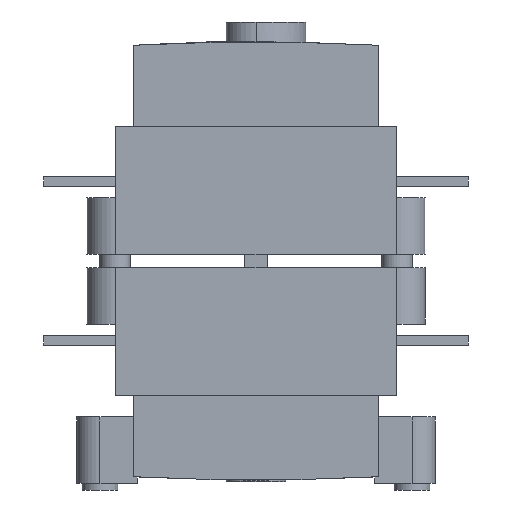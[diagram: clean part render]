
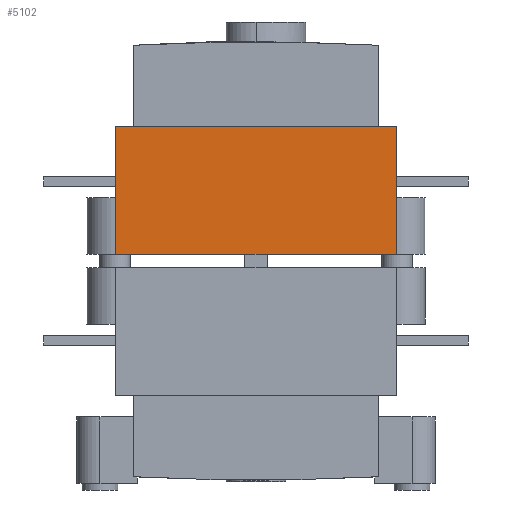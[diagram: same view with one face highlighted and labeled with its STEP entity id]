
A CAD part, left-side view. The second image highlights one B-rep face of the part: STEP entity #5102.
In plain terms, the highlighted planar face has unit normal (-1, 0, 0).
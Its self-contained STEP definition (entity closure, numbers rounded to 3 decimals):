
#5063=CARTESIAN_POINT('',(-109.061,38.6,97.842));
#5064=DIRECTION('',(1.0,0.0,0.0));
#5065=DIRECTION('',(0.0,0.0,-1.0));
#5066=AXIS2_PLACEMENT_3D('',#5063,#5064,#5065);
#5067=PLANE('',#5066);
#5068=CARTESIAN_POINT('',(-109.061,38.6,59.342));
#5069=VERTEX_POINT('',#5068);
#5070=CARTESIAN_POINT('',(-109.061,123.,59.342));
#5071=VERTEX_POINT('',#5070);
#5072=CARTESIAN_POINT('',(-109.061,38.6,59.342));
#5073=DIRECTION('',(0.0,1.0,0.0));
#5074=VECTOR('',#5073,84.4);
#5075=LINE('',#5072,#5074);
#5076=EDGE_CURVE('',#5069,#5071,#5075,.T.);
#5077=ORIENTED_EDGE('',*,*,#5076,.F.);
#5078=CARTESIAN_POINT('',(-109.061,38.6,97.842));
#5079=VERTEX_POINT('',#5078);
#5080=CARTESIAN_POINT('',(-109.061,38.6,97.842));
#5081=DIRECTION('',(0.0,0.0,-1.0));
#5082=VECTOR('',#5081,38.5);
#5083=LINE('',#5080,#5082);
#5084=EDGE_CURVE('',#5079,#5069,#5083,.T.);
#5085=ORIENTED_EDGE('',*,*,#5084,.F.);
#5086=CARTESIAN_POINT('',(-109.061,123.,97.842));
#5087=VERTEX_POINT('',#5086);
#5088=CARTESIAN_POINT('',(-109.061,123.,97.842));
#5089=DIRECTION('',(0.0,-1.0,0.0));
#5090=VECTOR('',#5089,84.4);
#5091=LINE('',#5088,#5090);
#5092=EDGE_CURVE('',#5087,#5079,#5091,.T.);
#5093=ORIENTED_EDGE('',*,*,#5092,.F.);
#5094=CARTESIAN_POINT('',(-109.061,123.,59.342));
#5095=DIRECTION('',(0.0,0.0,1.0));
#5096=VECTOR('',#5095,38.5);
#5097=LINE('',#5094,#5096);
#5098=EDGE_CURVE('',#5071,#5087,#5097,.T.);
#5099=ORIENTED_EDGE('',*,*,#5098,.F.);
#5100=EDGE_LOOP('',(#5077,#5085,#5093,#5099));
#5101=FACE_OUTER_BOUND('',#5100,.T.);
#5102=ADVANCED_FACE('',(#5101),#5067,.F.);
